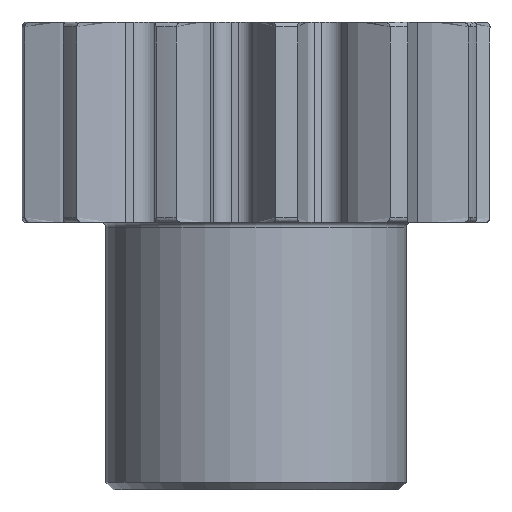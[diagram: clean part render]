
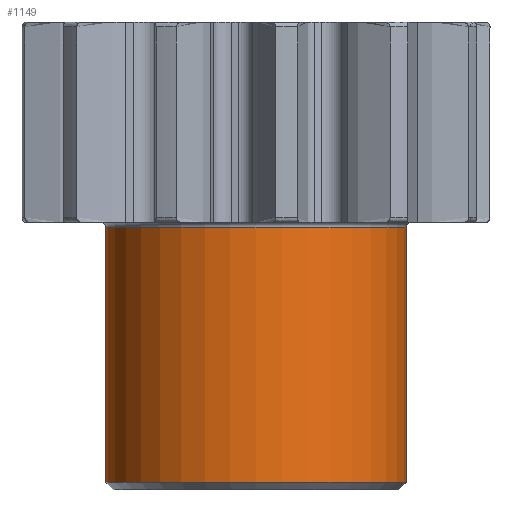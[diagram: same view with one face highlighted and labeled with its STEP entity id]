
A CAD part, front view. The second image highlights one B-rep face of the part: STEP entity #1149.
In plain terms, the highlighted cylindrical face has radius 3.572 mm (diameter 7.144 mm), a partial arc.
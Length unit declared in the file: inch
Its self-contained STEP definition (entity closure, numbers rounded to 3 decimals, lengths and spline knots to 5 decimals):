
#43 = CIRCLE ( 'NONE', #965, 0.14062 ) ;
#56 = CARTESIAN_POINT ( 'NONE',  ( -0.14062, 0., -0.43097 ) ) ;
#61 = CARTESIAN_POINT ( 'NONE',  ( 0.14062, 0., -0.43097 ) ) ;
#148 = CARTESIAN_POINT ( 'NONE',  ( -0.14062, 0., -0.1919 ) ) ;
#281 = CARTESIAN_POINT ( 'NONE',  ( 0.14062, 0., -0.1919 ) ) ;
#815 = AXIS2_PLACEMENT_3D ( 'NONE', #3738, #3914, #3910 ) ;
#965 = AXIS2_PLACEMENT_3D ( 'NONE', #1678, #1681, #1683 ) ;
#1049 = AXIS2_PLACEMENT_3D ( 'NONE', #3286, #3285, #3284 ) ;
#1149 = ADVANCED_FACE ( 'NONE', ( #3013 ), #3008, .T. ) ;
#1553 = DIRECTION ( 'NONE',  ( 0., 0., 1. ) ) ;
#1617 = CARTESIAN_POINT ( 'NONE',  ( 0.14062, 0., -0.1875 ) ) ;
#1678 = CARTESIAN_POINT ( 'NONE',  ( 0., 0., -0.1919 ) ) ;
#1681 = DIRECTION ( 'NONE',  ( 0., 0., -1. ) ) ;
#1683 = DIRECTION ( 'NONE',  ( 1., 0., 0. ) ) ;
#1714 = DIRECTION ( 'NONE',  ( 0., 0., 1. ) ) ;
#1720 = CARTESIAN_POINT ( 'NONE',  ( -0.14062, 0., -0.1875 ) ) ;
#1803 = VERTEX_POINT ( 'NONE', #148 ) ;
#1938 = VERTEX_POINT ( 'NONE', #61 ) ;
#1946 = VERTEX_POINT ( 'NONE', #56 ) ;
#1954 = VERTEX_POINT ( 'NONE', #281 ) ;
#2433 = EDGE_LOOP ( 'NONE', ( #3097, #3098, #3099, #3100 ) ) ;
#3008 = CYLINDRICAL_SURFACE ( 'NONE', #815, 0.14062 ) ;
#3013 = FACE_OUTER_BOUND ( 'NONE', #2433, .T. ) ;
#3097 = ORIENTED_EDGE ( 'NONE', *, *, #4306, .F. ) ;
#3098 = ORIENTED_EDGE ( 'NONE', *, *, #4506, .T. ) ;
#3099 = ORIENTED_EDGE ( 'NONE', *, *, #4301, .T. ) ;
#3100 = ORIENTED_EDGE ( 'NONE', *, *, #4317, .T. ) ;
#3284 = DIRECTION ( 'NONE',  ( 1., 0., 0. ) ) ;
#3285 = DIRECTION ( 'NONE',  ( 0., 0., 1. ) ) ;
#3286 = CARTESIAN_POINT ( 'NONE',  ( 0., 0., -0.43097 ) ) ;
#3738 = CARTESIAN_POINT ( 'NONE',  ( 0., 0., -0.1875 ) ) ;
#3910 = DIRECTION ( 'NONE',  ( 1., 0., 0. ) ) ;
#3914 = DIRECTION ( 'NONE',  ( 0., 0., 1. ) ) ;
#4301 = EDGE_CURVE ( 'NONE', #1938, #1954, #5017, .T. ) ;
#4306 = EDGE_CURVE ( 'NONE', #1946, #1803, #4991, .T. ) ;
#4317 = EDGE_CURVE ( 'NONE', #1954, #1803, #43, .T. ) ;
#4506 = EDGE_CURVE ( 'NONE', #1946, #1938, #4629, .T. ) ;
#4629 = CIRCLE ( 'NONE', #1049, 0.14062 ) ;
#4950 = VECTOR ( 'NONE', #1714, 39.37008 ) ;
#4966 = VECTOR ( 'NONE', #1553, 39.37008 ) ;
#4991 = LINE ( 'NONE', #1720, #4950 ) ;
#5017 = LINE ( 'NONE', #1617, #4966 ) ;
